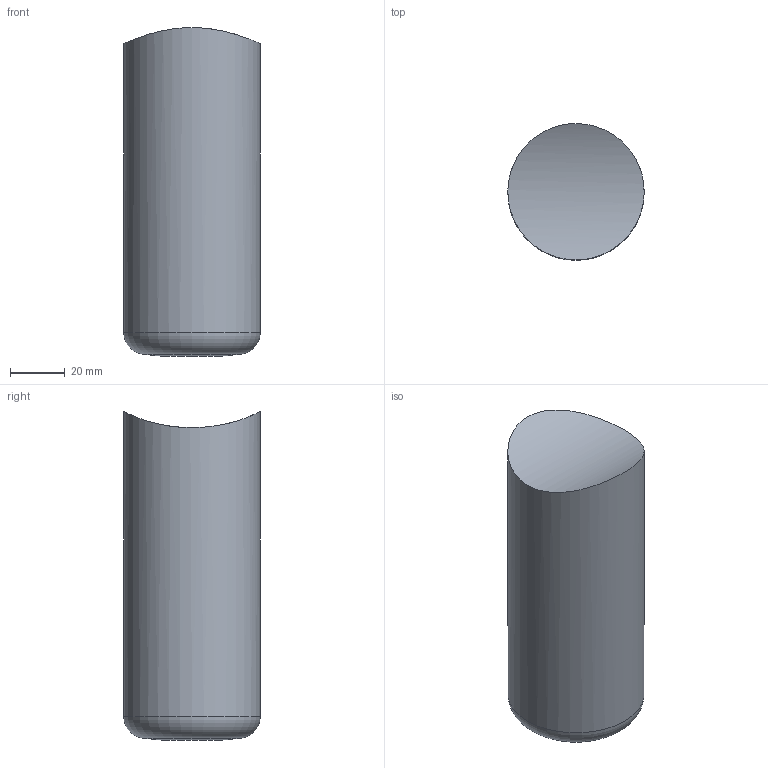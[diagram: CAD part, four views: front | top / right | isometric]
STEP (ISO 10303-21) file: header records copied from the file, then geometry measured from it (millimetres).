
FILE_DESCRIPTION(/* description */ (''),/* implementation_level */ '2;1');
FILE_NAME(/* name */ 'shank.step',/* time_stamp */ '2021-03-27T00:40:22-04:00',/* author */ ('DELL'),/* organization */ (''),/* preprocessor_version */ 'ST-DEVELOPER v18',/* originating_system */ 'Autodesk Inventor 2020',/* authorisation */ '');
FILE_SCHEMA (('AUTOMOTIVE_DESIGN { 1 0 10303 214 3 1 1 }'));
Length unit declared in the file: millimetre
Products named in the file (1): shank
Bounding box: 50 x 50 x 120.53 mm (x, y, z)
Volume: 203047.7 mm3; surface area: 26139.1 mm2
Topology: 1 solids, 1 shells, 6 faces, 13 edges, 9 vertices
Faces by surface type: cylinder 3, torus 1, sphere 1, plane 1
Full cylindrical faces by diameter (mm): 20 x1, 50 x1
Entity records: 319 total; most frequent: CARTESIAN_POINT 137, DIRECTION 34, ORIENTED_EDGE 26, AXIS2_PLACEMENT_3D 16, EDGE_CURVE 13, CIRCLE 9, VERTEX_POINT 9, FACE_OUTER_BOUND 6
